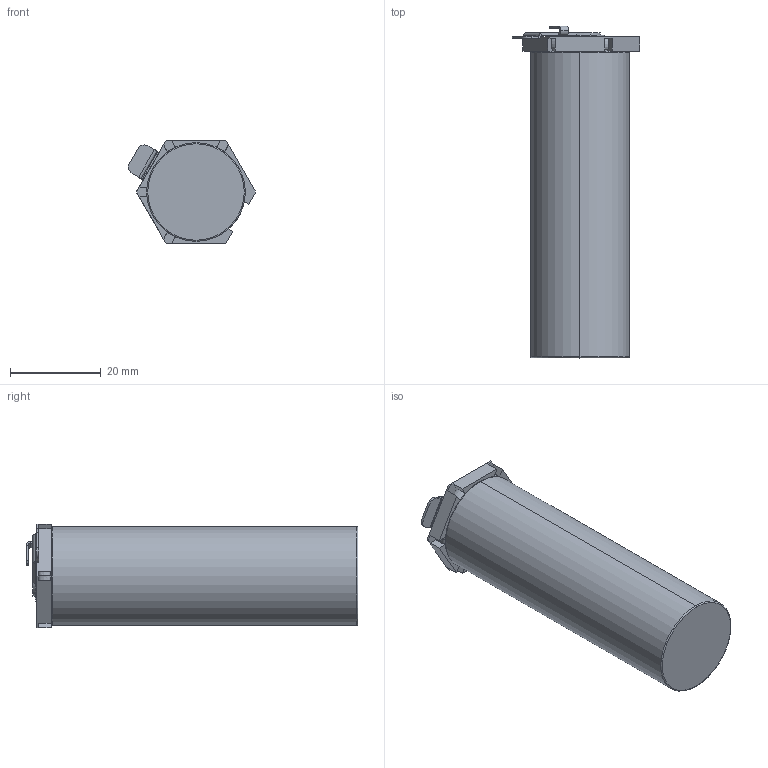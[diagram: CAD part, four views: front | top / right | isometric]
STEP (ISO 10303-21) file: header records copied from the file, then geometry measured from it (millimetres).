
FILE_DESCRIPTION (( 'STEP AP214' ), '1' );
FILE_NAME ('cell with hex .STEP', '2023-08-03T23:16:04', ( '' ), ( '' ), 'SwSTEP 2.0', 'SolidWorks 2021', '' );
FILE_SCHEMA (( 'AUTOMOTIVE_DESIGN' ));
Length unit declared in the file: millimetre
Products named in the file (4): Battery Cell; 9040185; 9040293_side tabs, circle geometry''; cell with hex 
Assembly tree (3 placements, depth 2):
  cell with hex 
    Battery Cell
    9040185
    9040293_side tabs, circle geometry''
Bounding box: 27.96 x 72.94 x 22.7 mm (x, y, z)
Volume: 26091.2 mm3; surface area: 7603.5 mm2
Topology: 3 solids, 3 shells, 221 faces, 584 edges, 368 vertices
Faces by surface type: plane 86, cylinder 71, torus 31, cone 23, bspline 10
Entity records: 7382 total; most frequent: CARTESIAN_POINT 1833, ORIENTED_EDGE 1168, DIRECTION 1102, EDGE_CURVE 584, AXIS2_PLACEMENT_3D 419, VERTEX_POINT 368, LINE 264, VECTOR 264
